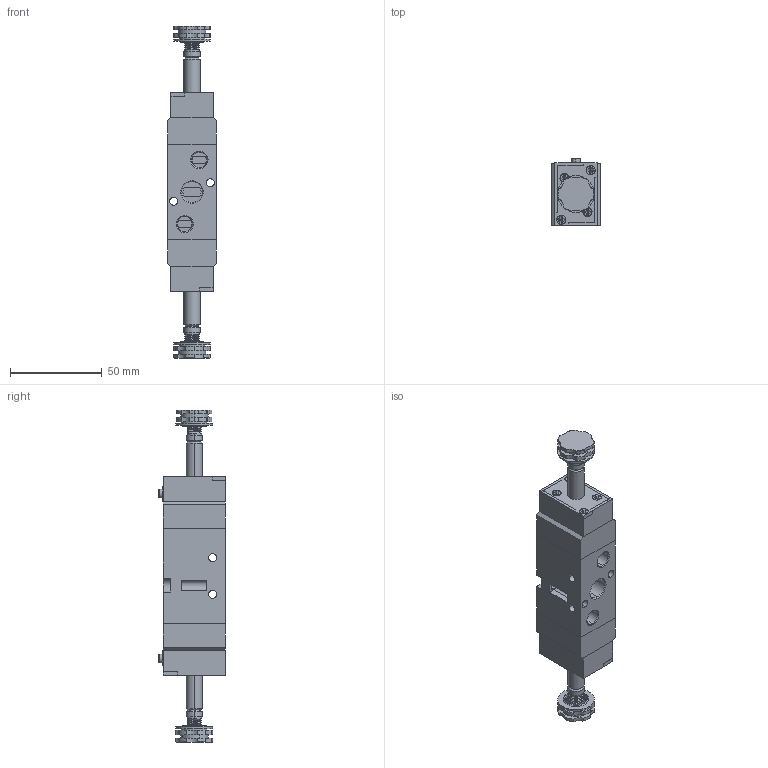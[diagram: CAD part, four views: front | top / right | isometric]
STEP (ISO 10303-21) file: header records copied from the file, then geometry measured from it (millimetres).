
FILE_DESCRIPTION (( 'STEP AP214' ), '1' );
FILE_NAME ('YPC-SF4200-IP.STEP', '2018-08-28T08:35:27', ( '' ), ( '' ), 'SwSTEP 2.0', 'SolidWorks 2018', '' );
FILE_SCHEMA (( 'AUTOMOTIVE_DESIGN' ));
Length unit declared in the file: millimetre
Products named in the file (1): YPC-SF4200-IP
Bounding box: 26.5 x 36.5 x 181.2 mm (x, y, z)
Volume: 93497.6 mm3; surface area: 32826.1 mm2
Topology: 7 solids, 7 shells, 599 faces, 1507 edges, 982 vertices
Faces by surface type: plane 266, cylinder 213, cone 116, bspline 4
Entity records: 24606 total; most frequent: CARTESIAN_POINT 5397, ORIENTED_EDGE 3014, DIRECTION 3001, EDGE_CURVE 1507, AXIS2_PLACEMENT_3D 1054, VERTEX_POINT 982, VECTOR 893, LINE 893
